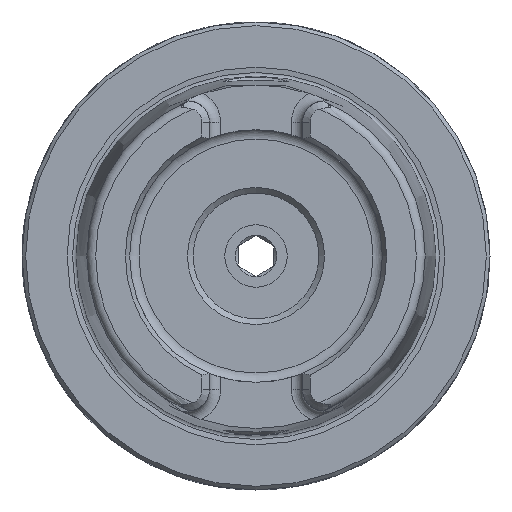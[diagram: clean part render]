
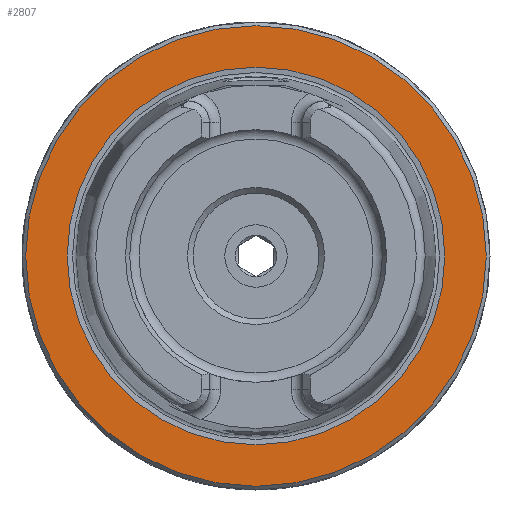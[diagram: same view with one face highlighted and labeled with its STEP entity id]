
A CAD part, left-side view. The second image highlights one B-rep face of the part: STEP entity #2807.
In plain terms, the highlighted planar face has unit normal (-1, 0, 0).
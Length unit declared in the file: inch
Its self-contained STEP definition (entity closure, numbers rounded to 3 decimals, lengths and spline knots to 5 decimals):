
#2773=CARTESIAN_POINT('',(0.0,1.22047,0.));
#2774=VERTEX_POINT('',#2773);
#2775=CARTESIAN_POINT('',(0.0,0.0,0.0));
#2776=DIRECTION('',(1.0,0.0,0.0));
#2777=DIRECTION('',(0.0,-1.0,0.0));
#2778=AXIS2_PLACEMENT_3D('',#2775,#2776,#2777);
#2779=CIRCLE('',#2778,1.22047);
#2780=EDGE_CURVE('',#2774,#2774,#2779,.T.);
#2788=CARTESIAN_POINT('',(0.0,0.62008,0.0));
#2789=DIRECTION('',(-1.0,0.0,0.0));
#2790=DIRECTION('',(0.0,0.0,1.0));
#2791=AXIS2_PLACEMENT_3D('',#2788,#2789,#2790);
#2792=PLANE('',#2791);
#2793=ORIENTED_EDGE('',*,*,#2780,.F.);
#2794=EDGE_LOOP('',(#2793));
#2795=FACE_OUTER_BOUND('',#2794,.T.);
#2796=CARTESIAN_POINT('',(0.0,1.0008,0.0));
#2797=VERTEX_POINT('',#2796);
#2798=CARTESIAN_POINT('',(0.0,0.0,0.0));
#2799=DIRECTION('',(1.0,0.0,0.0));
#2800=DIRECTION('',(0.0,1.0,0.0));
#2801=AXIS2_PLACEMENT_3D('',#2798,#2799,#2800);
#2802=CIRCLE('',#2801,1.0008);
#2803=EDGE_CURVE('',#2797,#2797,#2802,.T.);
#2804=ORIENTED_EDGE('',*,*,#2803,.T.);
#2805=EDGE_LOOP('',(#2804));
#2806=FACE_BOUND('',#2805,.T.);
#2807=ADVANCED_FACE('',(#2795,#2806),#2792,.T.);
